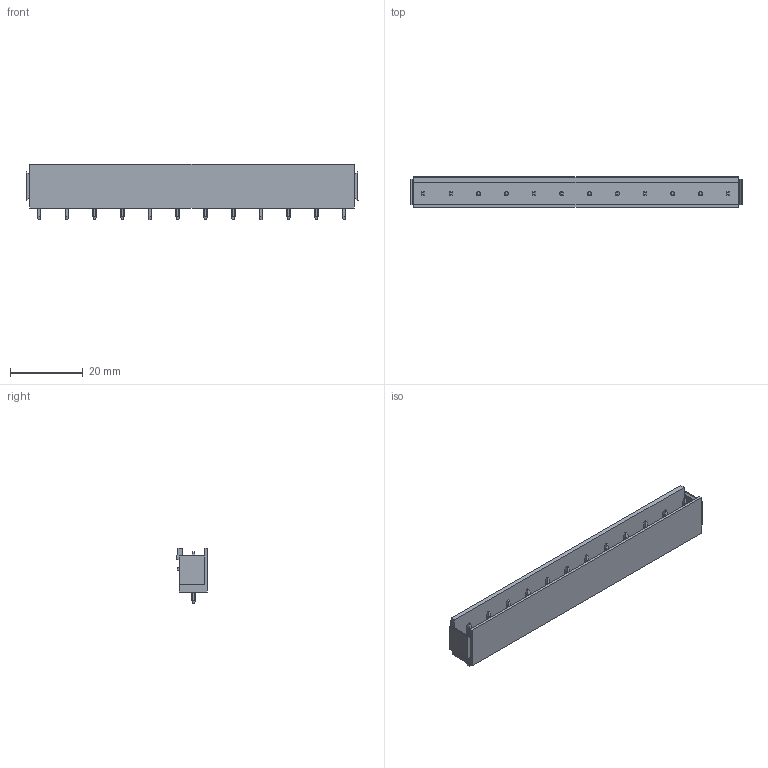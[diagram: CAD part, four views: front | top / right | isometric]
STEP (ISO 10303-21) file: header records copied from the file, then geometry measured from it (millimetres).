
FILE_DESCRIPTION(('CATIA V5 STEP Exchange','CAx-IF Rec.Pracs.--- Model Styling and Organization---1.2---2011-12-15'),'2;1');
FILE_NAME ('D1453741_0_1625350000_1625350000.stp','2018-11-03T13:28:11+00:00',('none'),('Weidmueller'),'CATIA Version 5-6 Release 2014','CATIA V5 STEP AP214','none');
FILE_SCHEMA(('AUTOMOTIVE_DESIGN { 1 0 10303 214 1 1 1 1 }'));
Length unit declared in the file: millimetre
Products named in the file (1): 1625350000
Bounding box: 91.24 x 8.5 x 15.2 mm (x, y, z)
Volume: 4042.1 mm3; surface area: 6302.8 mm2
Topology: 13 solids, 13 shells, 359 faces, 987 edges, 654 vertices
Faces by surface type: plane 261, cylinder 98
Entity records: 10441 total; most frequent: CARTESIAN_POINT 2500, ORIENTED_EDGE 1974, DIRECTION 1071, EDGE_CURVE 987, VERTEX_POINT 654, VECTOR 595, LINE 595, EDGE_LOOP 383
